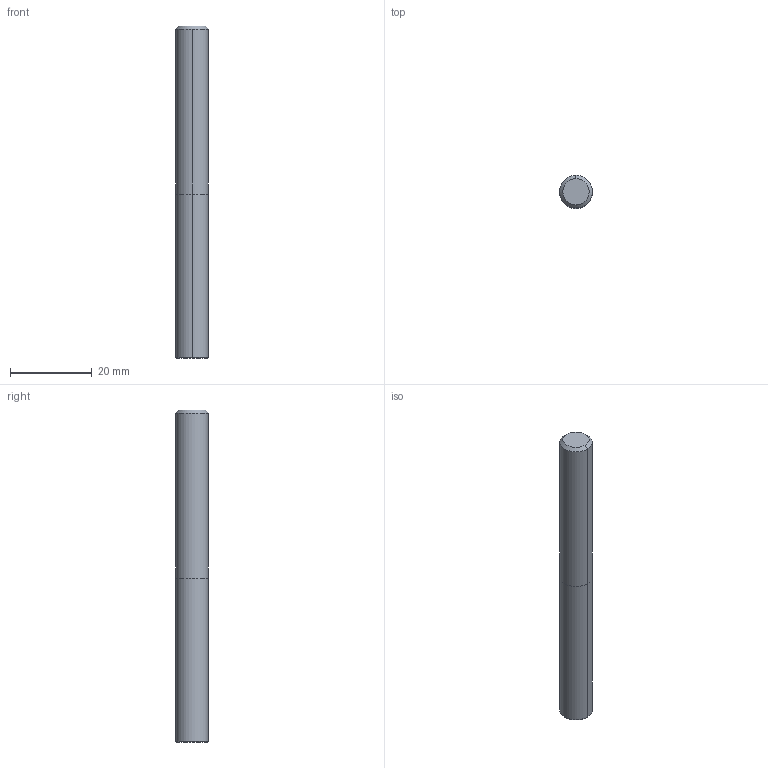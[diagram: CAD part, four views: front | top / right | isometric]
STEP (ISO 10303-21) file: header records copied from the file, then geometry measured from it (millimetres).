
FILE_DESCRIPTION(('STEP AP214'),'1');
FILE_NAME('607699948-000-00-E43.stp','2022-04-06T12:09:21',(' '),(' '),'Spatial InterOp 3D',' ',' ');
FILE_SCHEMA(('AUTOMOTIVE_DESIGN { 1 0 10303 214 1 1 1 1 }'));
Length unit declared in the file: millimetre
Products named in the file (1): 1
Bounding box: 8 x 8 x 81 mm (x, y, z)
Volume: 4063.7 mm3; surface area: 2221.8 mm2
Topology: 2 solids, 2 shells, 12 faces, 31 edges, 24 vertices
Faces by surface type: cylinder 4, cone 4, plane 4
Entity records: 499 total; most frequent: DIRECTION 75, CARTESIAN_POINT 61, ORIENTED_EDGE 40, AXIS2_PLACEMENT_3D 30, EDGE_CURVE 20, LINE 19, VECTOR 19, STYLED_ITEM 15
